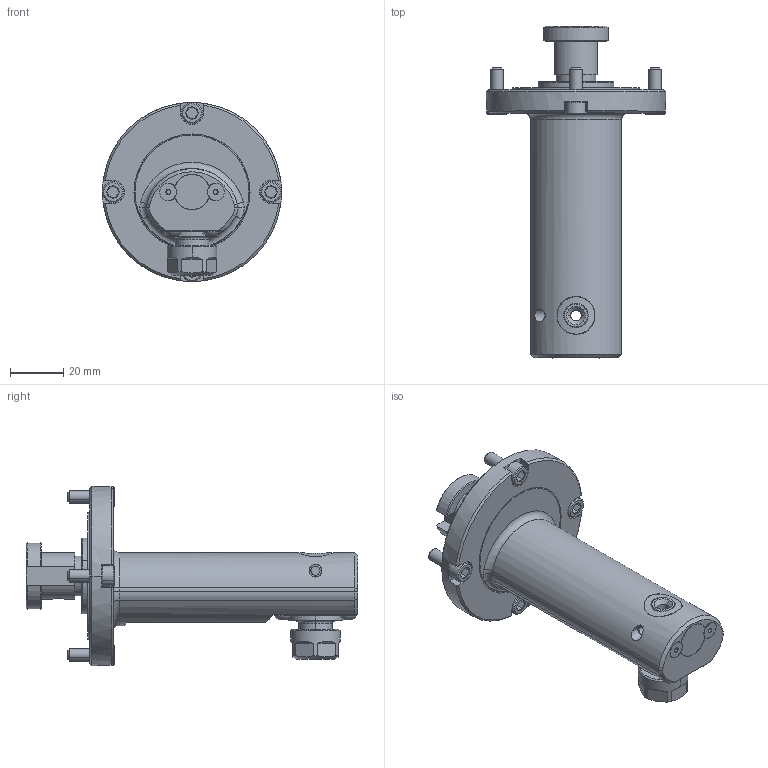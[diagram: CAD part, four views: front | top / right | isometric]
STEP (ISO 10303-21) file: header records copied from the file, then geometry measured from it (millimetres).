
FILE_DESCRIPTION(('STEP AP214'),'1');
FILE_NAME('2TDSP3.0ER11 ASSEMBLY.stp','2017-02-21T20:53:48',(' '),(' '),'Spatial InterOp 3D',' ',' ');
FILE_SCHEMA(('automotive_design'));
Length unit declared in the file: inch
Products named in the file (24): 1; 2; 3; 4; 5; 6; 7; 8; 9; 10; 11; 12; 13; 14; 15; 16; 17; 18; 19; 20; 21; 22; 23; 24
Bounding box: 67.44 x 124.99 x 67.44 mm (x, y, z)
Volume: 98379 mm3; surface area: 40758.5 mm2
Topology: 24 solids, 35 shells, 906 faces, 2157 edges, 1246 vertices
Faces by surface type: cone 254, cylinder 235, plane 233, torus 120, sphere 62, bspline 2
Entity records: 37961 total; most frequent: CARTESIAN_POINT 9801, DIRECTION 4661, ORIENTED_EDGE 4090, EDGE_CURVE 2045, AXIS2_PLACEMENT_3D 1993, VERTEX_POINT 1246, CIRCLE 1052, EDGE_LOOP 991
